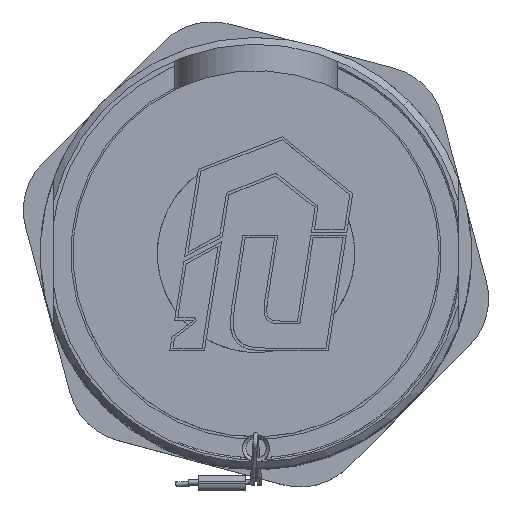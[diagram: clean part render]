
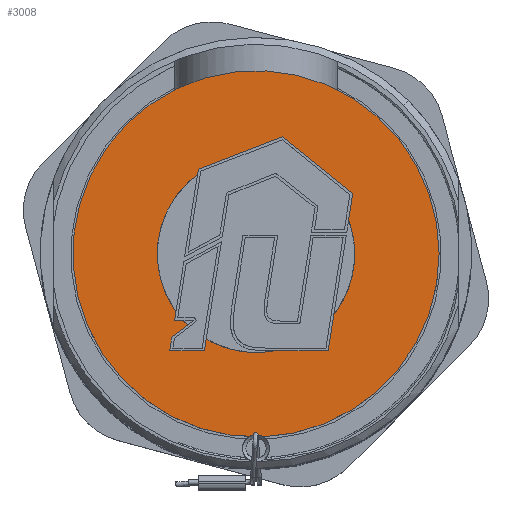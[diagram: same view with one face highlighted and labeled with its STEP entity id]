
A CAD part, top view. The second image highlights one B-rep face of the part: STEP entity #3008.
In plain terms, the highlighted planar face has unit normal (0, 0, -1).
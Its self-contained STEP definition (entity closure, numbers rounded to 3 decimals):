
#2948=CARTESIAN_POINT('',(-19.226,19.226,22.85));
#2949=VERTEX_POINT('',#2948);
#2959=CARTESIAN_POINT('',(27.19,-0.,22.85));
#2960=VERTEX_POINT('',#2959);
#2961=CARTESIAN_POINT('',(-0.,-0.,22.85));
#2962=DIRECTION('',(0.,0.,-1.));
#2963=DIRECTION('',(1.,0.,0.));
#2964=AXIS2_PLACEMENT_3D('',#2961,#2962,#2963);
#2965=CIRCLE('',#2964,27.19);
#2966=EDGE_CURVE('',#2960,#2949,#2965,.T.);
#2968=CARTESIAN_POINT('',(-0.,-0.,22.85));
#2969=DIRECTION('',(0.,0.,-1.));
#2970=DIRECTION('',(1.,0.,0.));
#2971=AXIS2_PLACEMENT_3D('',#2968,#2969,#2970);
#2972=CIRCLE('',#2971,27.19);
#2973=EDGE_CURVE('',#2949,#2960,#2972,.T.);
#2979=CARTESIAN_POINT('',(-28.,-0.,22.85));
#2980=DIRECTION('',(-0.,-0.,1.));
#2981=DIRECTION('',(-0.707,-0.707,-0.));
#2982=AXIS2_PLACEMENT_3D('',#2979,#2980,#2981);
#2983=PLANE('',#2982);
#2984=ORIENTED_EDGE('',*,*,#2966,.T.);
#2985=ORIENTED_EDGE('',*,*,#2973,.T.);
#2986=EDGE_LOOP('',(#2984,#2985));
#2987=FACE_BOUND('',#2986,.T.);
#2988=CARTESIAN_POINT('',(14.65,-0.,22.85));
#2989=VERTEX_POINT('',#2988);
#2990=CARTESIAN_POINT('',(10.359,10.359,22.85));
#2991=VERTEX_POINT('',#2990);
#2992=CARTESIAN_POINT('',(-0.,-0.,22.85));
#2993=DIRECTION('',(-0.,-0.,1.));
#2994=DIRECTION('',(1.,0.,0.));
#2995=AXIS2_PLACEMENT_3D('',#2992,#2993,#2994);
#2996=CIRCLE('',#2995,14.65);
#2997=EDGE_CURVE('',#2989,#2991,#2996,.T.);
#2998=ORIENTED_EDGE('',*,*,#2997,.T.);
#2999=CARTESIAN_POINT('',(-0.,-0.,22.85));
#3000=DIRECTION('',(-0.,-0.,1.));
#3001=DIRECTION('',(1.,0.,0.));
#3002=AXIS2_PLACEMENT_3D('',#2999,#3000,#3001);
#3003=CIRCLE('',#3002,14.65);
#3004=EDGE_CURVE('',#2991,#2989,#3003,.T.);
#3005=ORIENTED_EDGE('',*,*,#3004,.T.);
#3006=EDGE_LOOP('',(#2998,#3005));
#3007=FACE_BOUND('',#3006,.T.);
#3008=ADVANCED_FACE('',(#2987,#3007),#2983,.F.);
